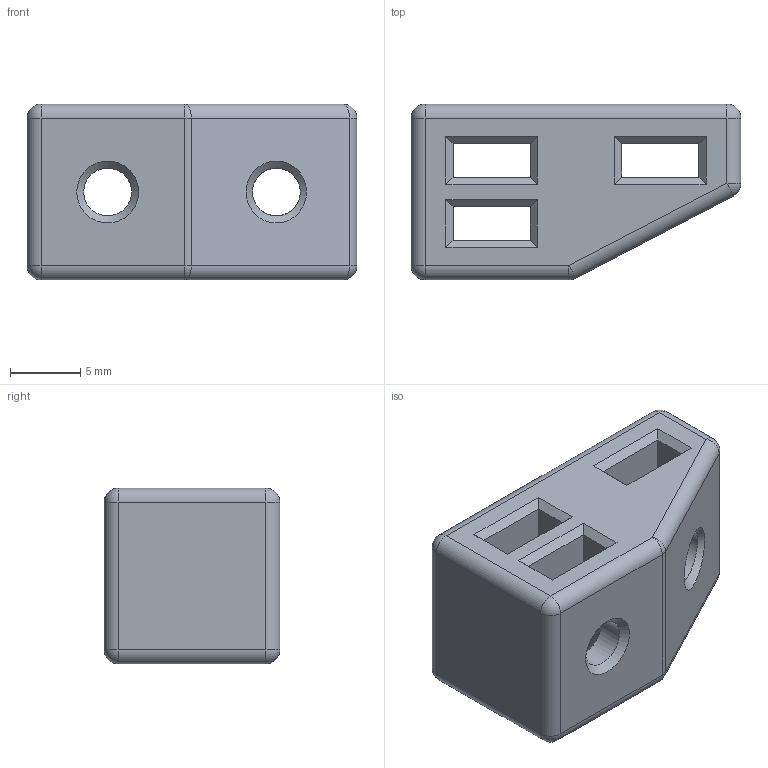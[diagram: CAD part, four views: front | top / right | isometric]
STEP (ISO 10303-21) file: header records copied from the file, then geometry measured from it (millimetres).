
FILE_DESCRIPTION(/* description */ (''),/* implementation_level */ '2;1');
FILE_NAME(/* name */ '1515_Insert.step',/* time_stamp */ '2022-01-19T12:43:58-06:00',/* author */ (''),/* organization */ (''),/* preprocessor_version */ 'ST-DEVELOPER v18.1',/* originating_system */ 'Autodesk Translation Framework v10.10.0.1391',/* authorisation */ '');
FILE_SCHEMA (('AUTOMOTIVE_DESIGN { 1 0 10303 214 3 1 1 }'));
Length unit declared in the file: millimetre
Products named in the file (1): 1515 Insert (1)
Bounding box: 23.48 x 12.5 x 12.5 mm (x, y, z)
Volume: 2508.4 mm3; surface area: 1798.8 mm2
Topology: 1 solids, 1 shells, 83 faces, 179 edges, 98 vertices
Faces by surface type: plane 43, cylinder 20, sphere 10, cone 9, bspline 1
Full cylindrical faces by diameter (mm): 3.4 x5
Entity records: 2309 total; most frequent: CARTESIAN_POINT 436, DIRECTION 391, ORIENTED_EDGE 358, EDGE_CURVE 179, AXIS2_PLACEMENT_3D 131, LINE 129, VECTOR 129, EDGE_LOOP 99
